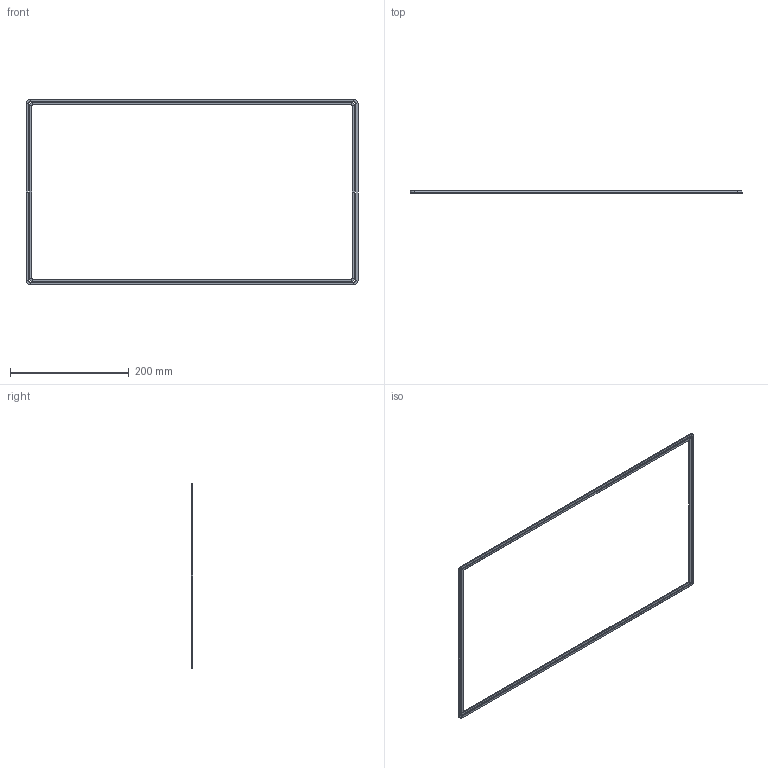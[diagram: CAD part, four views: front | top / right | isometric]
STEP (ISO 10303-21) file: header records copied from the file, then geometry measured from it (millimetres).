
FILE_DESCRIPTION (( 'STEP AP214' ), '1' );
FILE_NAME ('INGUN_113480.STEP', '2022-06-27T07:19:02', ( '' ), ( '' ), 'SwSTEP 2.0', 'SolidWorks 2018', '' );
FILE_SCHEMA (( 'AUTOMOTIVE_DESIGN' ));
Length unit declared in the file: millimetre
Products named in the file (3): 112376~0_<S> 112376_1673; 112376~0_<S> 112376_1729; INGUN_113480
Assembly tree (2 placements, depth 2):
  INGUN_113480
    112376~0_<S> 112376_1729
    112376~0_<S> 112376_1673
Bounding box: 559.6 x 3.2 x 312.6 mm (x, y, z)
Volume: 36048.4 mm3; surface area: 42022.6 mm2
Topology: 2 solids, 2 shells, 72 faces, 144 edges, 72 vertices
Faces by surface type: plane 38, cylinder 26, torus 8
Entity records: 1900 total; most frequent: DIRECTION 348, CARTESIAN_POINT 293, ORIENTED_EDGE 288, EDGE_CURVE 144, AXIS2_PLACEMENT_3D 127, LINE 94, VECTOR 94, EDGE_LOOP 72
